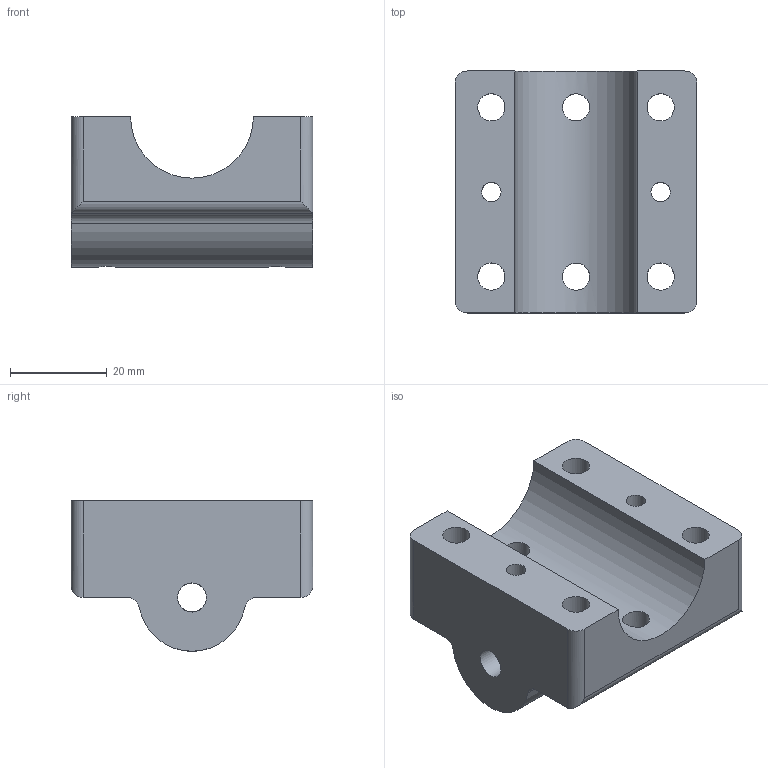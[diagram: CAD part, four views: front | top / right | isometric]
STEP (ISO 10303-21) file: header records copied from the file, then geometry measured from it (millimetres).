
FILE_DESCRIPTION(/* description */ ('STEP AP242','CAx-IF Rec.Pracs.---Representation and Presentation of Product Manufacturing Information (PMI)---4.0---2014-10-13','CAx-IF Rec.Pracs.---3D Tessellated Geometry---0.4---2014-09-14','2;1'),/* implementation_level */ '2;1');
FILE_NAME(/* name */ '6248b92442d78e7bac9ba97c',/* time_stamp */ '2022-04-02T20:59:16+00:00',/* author */ (''),/* organization */ (''),/* preprocessor_version */ 'ST-DEVELOPER v18.101',/* originating_system */ ' ',/* authorisation */ ' ');
FILE_SCHEMA (('AP242_MANAGED_MODEL_BASED_3D_ENGINEERING_MIM_LF { 1 0 10303 442 1 1 4 }'));
Length unit declared in the file: metre
Products named in the file (1): dowel-mount-lower
Bounding box: 50 x 50 x 31.11 mm (x, y, z)
Volume: 42484.6 mm3; surface area: 12767.2 mm2
Topology: 1 solids, 1 shells, 29 faces, 86 edges, 57 vertices
Faces by surface type: cylinder 21, plane 8
Full cylindrical faces by diameter (mm): 4.039 x4, 5.613 x6, 6 x1
Entity records: 1016 total; most frequent: CARTESIAN_POINT 258, DIRECTION 148, ORIENTED_EDGE 132, EDGE_CURVE 66, EDGE_LOOP 62, FACE_BOUND 62, AXIS2_PLACEMENT_3D 60, VERTEX_POINT 50
